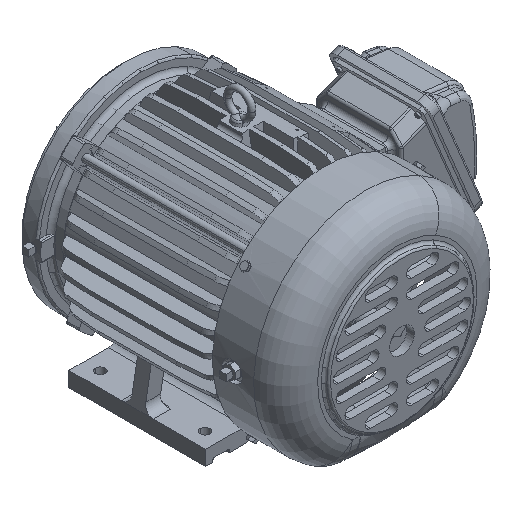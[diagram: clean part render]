
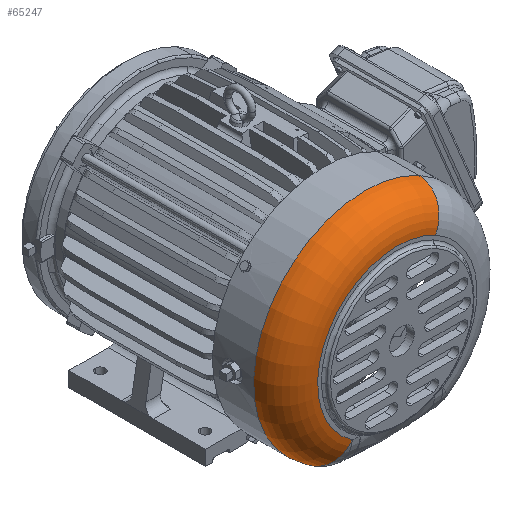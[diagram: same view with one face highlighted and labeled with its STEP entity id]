
A CAD part, isometric view. The second image highlights one B-rep face of the part: STEP entity #65247.
In plain terms, the highlighted toroidal (fillet/blend) face has major radius 87 mm and minor radius 35 mm.
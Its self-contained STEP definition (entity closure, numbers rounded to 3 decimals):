
#64770=CARTESIAN_POINT('Vertex',(58.49,-229.,107.065)) ;
#64948=CARTESIAN_POINT('Axis2P3D Location',(0.,-229.,0.)) ;
#64952=CARTESIAN_POINT('Vertex',(-68.94,-229.,-100.654)) ;
#65100=CARTESIAN_POINT('Axis2P3D Location',(0.,-229.,0.)) ;
#65105=CARTESIAN_POINT('Axis2P3D Location',(41.71,-229.,76.35)) ;
#65109=CARTESIAN_POINT('Vertex',(41.71,-264.,76.35)) ;
#65229=CARTESIAN_POINT('Axis2P3D Location',(0.,-264.,0.)) ;
#65233=CARTESIAN_POINT('Vertex',(-49.162,-264.,-71.778)) ;
#65236=CARTESIAN_POINT('Axis2P3D Location',(-49.162,-229.,-71.778)) ;
#64949=DIRECTION('Axis2P3D Direction',(-0.,1.,0.)) ;
#65101=DIRECTION('Axis2P3D Direction',(0.,1.,0.)) ;
#65102=DIRECTION('Axis2P3D XDirection',(0.479,0.,0.878)) ;
#65106=DIRECTION('Axis2P3D Direction',(-0.878,0.,0.479)) ;
#65230=DIRECTION('Axis2P3D Direction',(-0.,1.,0.)) ;
#65237=DIRECTION('Axis2P3D Direction',(0.825,0.,-0.565)) ;
#64950=AXIS2_PLACEMENT_3D('Circle Axis2P3D',#64948,#64949,$) ;
#65103=AXIS2_PLACEMENT_3D('Torus Axis2P3D',#65100,#65101,#65102) ;
#65107=AXIS2_PLACEMENT_3D('Circle Axis2P3D',#65105,#65106,$) ;
#65231=AXIS2_PLACEMENT_3D('Circle Axis2P3D',#65229,#65230,$) ;
#65238=AXIS2_PLACEMENT_3D('Circle Axis2P3D',#65236,#65237,$) ;
#65242=ORIENTED_EDGE('',*,*,#65235,.T.) ;
#65243=ORIENTED_EDGE('',*,*,#65111,.F.) ;
#65244=ORIENTED_EDGE('',*,*,#64954,.F.) ;
#65245=ORIENTED_EDGE('',*,*,#65240,.T.) ;
#65247=ADVANCED_FACE('\X2\51434EF6672C9AD4\X0\',(#65246),#65104,.T.) ;
#64951=CIRCLE('generated circle',#64950,122.) ;
#65108=CIRCLE('generated circle',#65107,35.) ;
#65232=CIRCLE('generated circle',#65231,87.) ;
#65239=CIRCLE('generated circle',#65238,35.) ;
#65104=TOROIDAL_SURFACE('homeo Torus',#65103,87.,35.) ;
#64954=EDGE_CURVE('',#64953,#64771,#64951,.T.) ;
#65111=EDGE_CURVE('',#64771,#65110,#65108,.F.) ;
#65235=EDGE_CURVE('',#65234,#65110,#65232,.T.) ;
#65240=EDGE_CURVE('',#64953,#65234,#65239,.F.) ;
#65241=EDGE_LOOP('',(#65242,#65243,#65244,#65245)) ;
#65246=FACE_OUTER_BOUND('',#65241,.T.) ;
#64771=VERTEX_POINT('',#64770) ;
#64953=VERTEX_POINT('',#64952) ;
#65110=VERTEX_POINT('',#65109) ;
#65234=VERTEX_POINT('',#65233) ;
